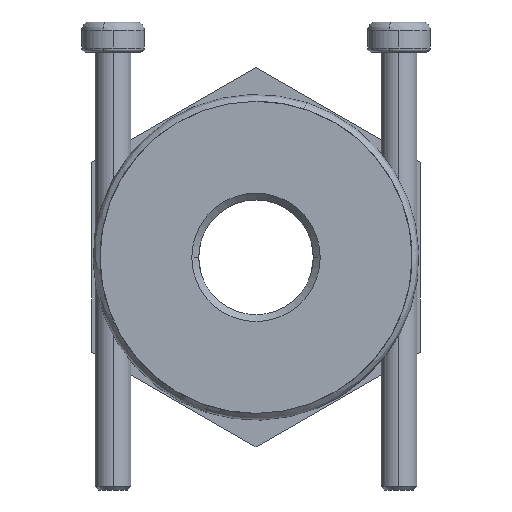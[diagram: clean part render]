
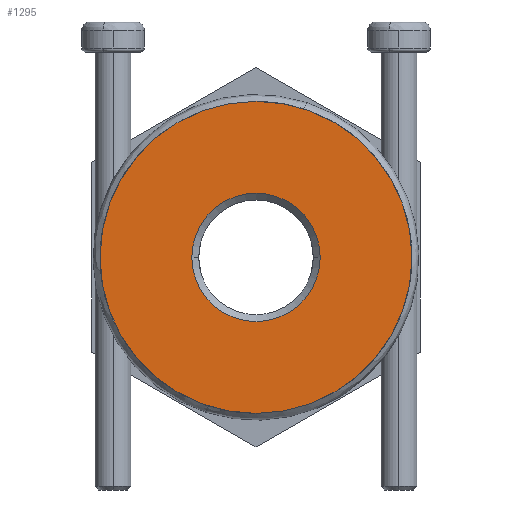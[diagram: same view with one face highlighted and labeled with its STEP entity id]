
A CAD part, left-side view. The second image highlights one B-rep face of the part: STEP entity #1295.
In plain terms, the highlighted planar face has unit normal (-1, 0, 0).
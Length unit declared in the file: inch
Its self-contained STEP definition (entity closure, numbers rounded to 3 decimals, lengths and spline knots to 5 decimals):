
#3 = DIRECTION ( 'NONE',  ( 0., -1., 0. ) ) ;
#16 = VERTEX_POINT ( 'NONE', #1447 ) ;
#38 = DIRECTION ( 'NONE',  ( 1., 0., 0. ) ) ;
#106 = EDGE_CURVE ( 'NONE', #16, #1332, #516, .T. ) ;
#138 = CIRCLE ( 'NONE', #1904, 0.18465 ) ;
#218 = FACE_OUTER_BOUND ( 'NONE', #1143, .T. ) ;
#219 = CARTESIAN_POINT ( 'NONE',  ( -0.31496, 0., 0. ) ) ;
#466 = ORIENTED_EDGE ( 'NONE', *, *, #2672, .F. ) ;
#516 = CIRCLE ( 'NONE', #1625, 0.44882 ) ;
#542 = CIRCLE ( 'NONE', #1244, 0.44882 ) ;
#587 = EDGE_CURVE ( 'NONE', #1274, #1364, #138, .T. ) ;
#590 = EDGE_CURVE ( 'NONE', #1332, #16, #542, .T. ) ;
#715 = ORIENTED_EDGE ( 'NONE', *, *, #590, .F. ) ;
#721 = DIRECTION ( 'NONE',  ( -1., 0., 0. ) ) ;
#853 = AXIS2_PLACEMENT_3D ( 'NONE', #2872, #721, #3 ) ;
#940 = CARTESIAN_POINT ( 'NONE',  ( -0.31496, 0.18465, 0. ) ) ;
#960 = DIRECTION ( 'NONE',  ( 0., 0., -1. ) ) ;
#1036 = DIRECTION ( 'NONE',  ( -1., 0., 0. ) ) ;
#1143 = EDGE_LOOP ( 'NONE', ( #1843, #715 ) ) ;
#1177 = DIRECTION ( 'NONE',  ( 1., 0., 0. ) ) ;
#1244 = AXIS2_PLACEMENT_3D ( 'NONE', #2421, #38, #2205 ) ;
#1266 = DIRECTION ( 'NONE',  ( 0., -1., 0. ) ) ;
#1274 = VERTEX_POINT ( 'NONE', #940 ) ;
#1295 = ADVANCED_FACE ( 'NONE', ( #218, #2645 ), #1674, .F. ) ;
#1332 = VERTEX_POINT ( 'NONE', #2717 ) ;
#1364 = VERTEX_POINT ( 'NONE', #1772 ) ;
#1432 = DIRECTION ( 'NONE',  ( 1., 0., 0. ) ) ;
#1447 = CARTESIAN_POINT ( 'NONE',  ( -0.31496, 0., -0.44882 ) ) ;
#1477 = CARTESIAN_POINT ( 'NONE',  ( -0.31496, 0., 0. ) ) ;
#1625 = AXIS2_PLACEMENT_3D ( 'NONE', #219, #1177, #2866 ) ;
#1674 = PLANE ( 'NONE',  #1760 ) ;
#1686 = EDGE_LOOP ( 'NONE', ( #466, #2262 ) ) ;
#1760 = AXIS2_PLACEMENT_3D ( 'NONE', #2631, #1432, #960 ) ;
#1772 = CARTESIAN_POINT ( 'NONE',  ( -0.31496, -0.18465, 0. ) ) ;
#1843 = ORIENTED_EDGE ( 'NONE', *, *, #106, .F. ) ;
#1904 = AXIS2_PLACEMENT_3D ( 'NONE', #1477, #1036, #1266 ) ;
#2205 = DIRECTION ( 'NONE',  ( 0., 0., -1. ) ) ;
#2262 = ORIENTED_EDGE ( 'NONE', *, *, #587, .F. ) ;
#2308 = CIRCLE ( 'NONE', #853, 0.18465 ) ;
#2421 = CARTESIAN_POINT ( 'NONE',  ( -0.31496, 0., 0. ) ) ;
#2631 = CARTESIAN_POINT ( 'NONE',  ( -0.31496, 0., 0. ) ) ;
#2645 = FACE_BOUND ( 'NONE', #1686, .T. ) ;
#2672 = EDGE_CURVE ( 'NONE', #1364, #1274, #2308, .T. ) ;
#2717 = CARTESIAN_POINT ( 'NONE',  ( -0.31496, 0., 0.44882 ) ) ;
#2866 = DIRECTION ( 'NONE',  ( 0., 0., -1. ) ) ;
#2872 = CARTESIAN_POINT ( 'NONE',  ( -0.31496, 0., 0. ) ) ;
